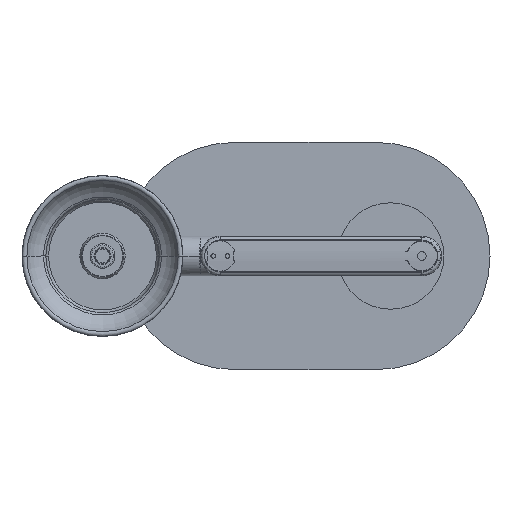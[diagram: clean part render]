
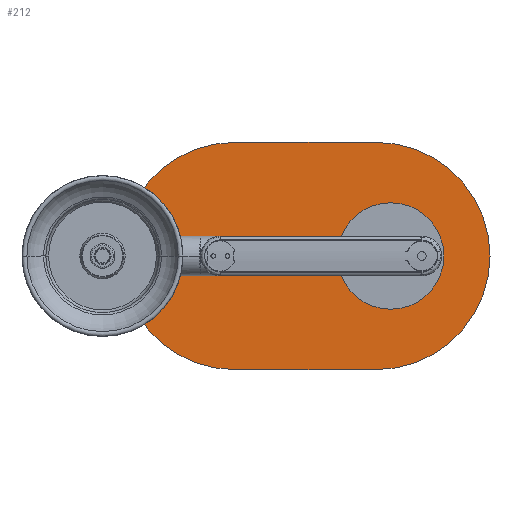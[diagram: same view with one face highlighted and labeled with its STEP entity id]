
A CAD part, front view. The second image highlights one B-rep face of the part: STEP entity #212.
In plain terms, the highlighted planar face has unit normal (0, -1, 0).
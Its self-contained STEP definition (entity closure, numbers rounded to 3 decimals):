
#1=CARTESIAN_POINT('',(60.,0.,0.));
#2=DIRECTION('',(0.,-1.,0.));
#3=DIRECTION('',(-1.,0.,0.));
#4=AXIS2_PLACEMENT_3D('',#1,#2,#3);
#6=CARTESIAN_POINT('',(60.,0.,0.));
#7=DIRECTION('',(0.,-1.,0.));
#8=DIRECTION('',(1.,0.,0.));
#9=AXIS2_PLACEMENT_3D('',#6,#7,#8);
#11=CARTESIAN_POINT('',(-60.,0.,0.));
#12=DIRECTION('',(0.,1.,0.));
#13=DIRECTION('',(-1.,0.,0.));
#14=AXIS2_PLACEMENT_3D('',#11,#12,#13);
#16=CARTESIAN_POINT('',(-60.,0.,0.));
#17=DIRECTION('',(0.,1.,0.));
#18=DIRECTION('',(1.,0.,0.));
#19=AXIS2_PLACEMENT_3D('',#16,#17,#18);
#21=CARTESIAN_POINT('',(-50.,0.,0.));
#22=DIRECTION('',(0.,-1.,0.));
#23=DIRECTION('',(0.,0.,1.));
#24=AXIS2_PLACEMENT_3D('',#21,#22,#23);
#26=DIRECTION('',(1.,0.,0.));
#27=VECTOR('',#26,100.);
#28=CARTESIAN_POINT('',(-50.,0.,80.));
#29=LINE('',#28,#27);
#30=CARTESIAN_POINT('',(50.,0.,0.));
#31=DIRECTION('',(0.,-1.,0.));
#32=DIRECTION('',(0.,0.,-1.));
#33=AXIS2_PLACEMENT_3D('',#30,#31,#32);
#35=DIRECTION('',(-1.,0.,0.));
#36=VECTOR('',#35,100.);
#37=CARTESIAN_POINT('',(50.,0.,-80.));
#38=LINE('',#37,#36);
#145=CARTESIAN_POINT('',(57.,0.,0.));
#146=CARTESIAN_POINT('',(63.,0.,0.));
#147=VERTEX_POINT('',#145);
#148=VERTEX_POINT('',#146);
#157=CARTESIAN_POINT('',(-63.,0.,0.));
#158=CARTESIAN_POINT('',(-57.,0.,0.));
#159=VERTEX_POINT('',#157);
#160=VERTEX_POINT('',#158);
#169=CARTESIAN_POINT('',(50.,0.,-80.));
#170=CARTESIAN_POINT('',(50.,0.,80.));
#171=VERTEX_POINT('',#169);
#172=VERTEX_POINT('',#170);
#177=CARTESIAN_POINT('',(-50.,0.,80.));
#178=CARTESIAN_POINT('',(-50.,0.,-80.));
#179=VERTEX_POINT('',#177);
#180=VERTEX_POINT('',#178);
#185=CARTESIAN_POINT('',(0.,0.,0.));
#186=DIRECTION('',(0.,1.,0.));
#187=DIRECTION('',(1.,0.,0.));
#188=AXIS2_PLACEMENT_3D('',#185,#186,#187);
#189=PLANE('',#188);
#191=ORIENTED_EDGE('',*,*,#190,.F.);
#193=ORIENTED_EDGE('',*,*,#192,.T.);
#195=ORIENTED_EDGE('',*,*,#194,.F.);
#197=ORIENTED_EDGE('',*,*,#196,.T.);
#198=EDGE_LOOP('',(#191,#193,#195,#197));
#199=FACE_OUTER_BOUND('',#198,.F.);
#201=ORIENTED_EDGE('',*,*,#200,.F.);
#203=ORIENTED_EDGE('',*,*,#202,.F.);
#204=EDGE_LOOP('',(#201,#203));
#205=FACE_BOUND('',#204,.F.);
#207=ORIENTED_EDGE('',*,*,#206,.T.);
#209=ORIENTED_EDGE('',*,*,#208,.T.);
#210=EDGE_LOOP('',(#207,#209));
#211=FACE_BOUND('',#210,.F.);
#212=ADVANCED_FACE('',(#199,#205,#211),#189,.F.);
#5=CIRCLE('',#4,3.);
#10=CIRCLE('',#9,3.);
#15=CIRCLE('',#14,3.);
#20=CIRCLE('',#19,3.);
#25=CIRCLE('',#24,80.);
#34=CIRCLE('',#33,80.);
#190=EDGE_CURVE('',#179,#180,#25,.T.);
#192=EDGE_CURVE('',#179,#172,#29,.T.);
#194=EDGE_CURVE('',#171,#172,#34,.T.);
#196=EDGE_CURVE('',#171,#180,#38,.T.);
#200=EDGE_CURVE('',#159,#160,#15,.T.);
#202=EDGE_CURVE('',#160,#159,#20,.T.);
#206=EDGE_CURVE('',#147,#148,#5,.T.);
#208=EDGE_CURVE('',#148,#147,#10,.T.);
